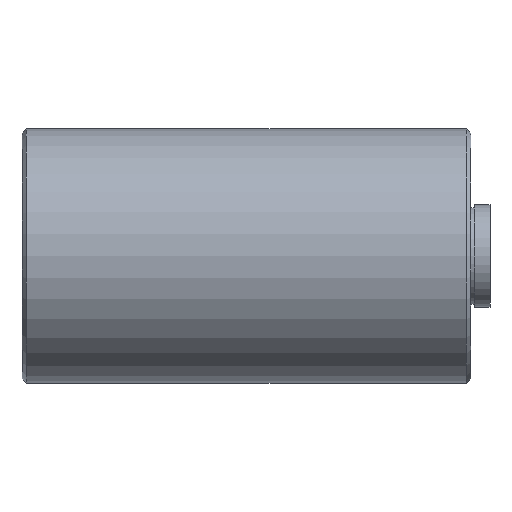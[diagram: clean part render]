
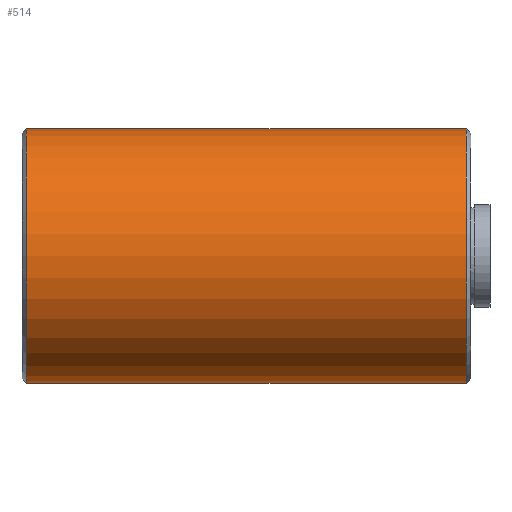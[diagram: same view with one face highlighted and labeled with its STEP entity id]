
A CAD part, top view. The second image highlights one B-rep face of the part: STEP entity #514.
In plain terms, the highlighted cylindrical face has radius 20 mm (diameter 40 mm), a partial arc.
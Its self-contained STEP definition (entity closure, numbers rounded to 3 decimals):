
#75=FACE_OUTER_BOUND('',#141,.F.);
#141=EDGE_LOOP('',(#275,#276,#277,#278));
#275=ORIENTED_EDGE('',*,*,#888,.T.);
#276=ORIENTED_EDGE('',*,*,#878,.T.);
#277=ORIENTED_EDGE('',*,*,#889,.F.);
#278=ORIENTED_EDGE('',*,*,#873,.T.);
#514=ADVANCED_FACE('',(#75),#578,.T.);
#578=CYLINDRICAL_SURFACE('',#1194,20.);
#637=CIRCLE('',#1122,20.);
#642=CIRCLE('',#1127,20.);
#717=LINE('',#1780,#781);
#718=LINE('',#1781,#782);
#781=VECTOR('',#1359,69.1);
#782=VECTOR('',#1360,69.1);
#873=EDGE_CURVE('',#1018,#1017,#637,.T.);
#878=EDGE_CURVE('',#1012,#1011,#642,.T.);
#888=EDGE_CURVE('',#1017,#1012,#717,.T.);
#889=EDGE_CURVE('',#1018,#1011,#718,.T.);
#1011=VERTEX_POINT('',#1659);
#1012=VERTEX_POINT('',#1660);
#1017=VERTEX_POINT('',#1665);
#1018=VERTEX_POINT('',#1666);
#1122=AXIS2_PLACEMENT_3D('',#1765,#1329,#1330);
#1127=AXIS2_PLACEMENT_3D('',#1770,#1339,#1340);
#1194=AXIS2_PLACEMENT_3D('',#1877,#1513,#1514);
#1329=DIRECTION('',(1.,0.,0.));
#1330=DIRECTION('',(0.,1.,0.));
#1339=DIRECTION('',(-1.,0.,0.));
#1340=DIRECTION('',(0.,-1.,0.));
#1359=DIRECTION('',(-1.,0.,0.));
#1360=DIRECTION('',(-1.,0.,0.));
#1513=DIRECTION('',(1.,0.,0.));
#1514=DIRECTION('',(0.,1.,0.));
#1659=CARTESIAN_POINT('',(0.7,20.,0.));
#1660=CARTESIAN_POINT('',(0.7,-20.,0.));
#1665=CARTESIAN_POINT('',(69.8,-20.,0.));
#1666=CARTESIAN_POINT('',(69.8,20.,0.));
#1765=CARTESIAN_POINT('',(69.8,0.,0.));
#1770=CARTESIAN_POINT('',(0.7,0.,0.));
#1780=CARTESIAN_POINT('',(69.8,-20.,0.));
#1781=CARTESIAN_POINT('',(69.8,20.,0.));
#1877=CARTESIAN_POINT('',(70.5,0.,0.));
